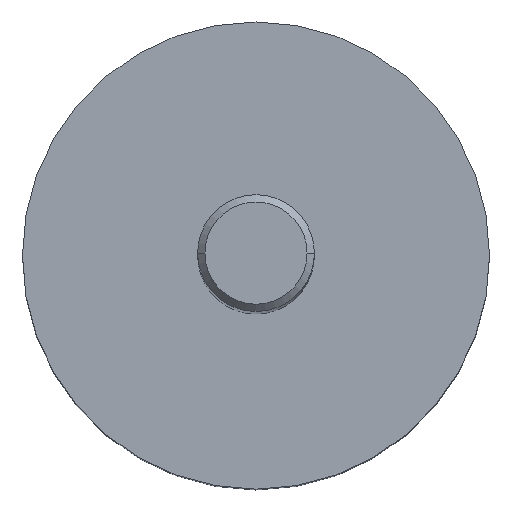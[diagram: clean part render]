
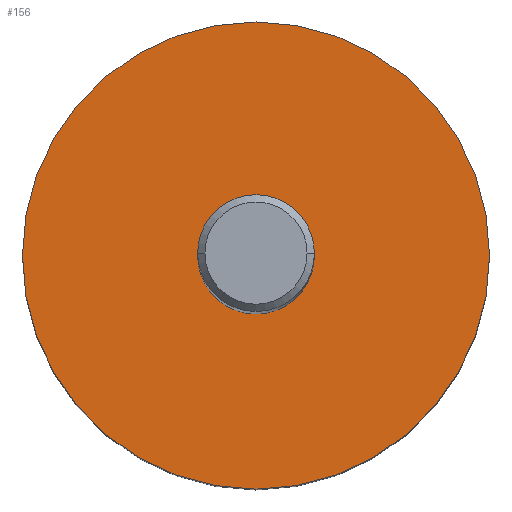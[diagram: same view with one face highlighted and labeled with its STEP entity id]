
A CAD part, top view. The second image highlights one B-rep face of the part: STEP entity #156.
In plain terms, the highlighted planar face has unit normal (0, 0, 1).
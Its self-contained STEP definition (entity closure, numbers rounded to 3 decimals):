
#67 = VERTEX_POINT ( 'NONE', #412 ) ;
#134 = ORIENTED_EDGE ( 'NONE', *, *, #137, .T. ) ;
#135 = EDGE_LOOP ( 'NONE', ( #192, #194 ) ) ;
#137 = EDGE_CURVE ( 'NONE', #191, #138, #517, .T. ) ;
#138 = VERTEX_POINT ( 'NONE', #488 ) ;
#156 = ADVANCED_FACE ( 'NONE', ( #486, #485 ), #494, .T. ) ;
#157 = ORIENTED_EDGE ( 'NONE', *, *, #158, .T. ) ;
#158 = EDGE_CURVE ( 'NONE', #138, #191, #644, .T. ) ;
#182 = EDGE_CURVE ( 'NONE', #67, #183, #597, .T. ) ;
#183 = VERTEX_POINT ( 'NONE', #589 ) ;
#191 = VERTEX_POINT ( 'NONE', #547 ) ;
#192 = ORIENTED_EDGE ( 'NONE', *, *, #193, .F. ) ;
#193 = EDGE_CURVE ( 'NONE', #183, #67, #546, .T. ) ;
#194 = ORIENTED_EDGE ( 'NONE', *, *, #182, .F. ) ;
#232 = EDGE_LOOP ( 'NONE', ( #157, #134 ) ) ;
#412 = CARTESIAN_POINT ( 'NONE',  ( 4., 0., 33. ) ) ;
#469 = CARTESIAN_POINT ( 'NONE',  ( 0., 0., 33. ) ) ;
#485 = FACE_BOUND ( 'NONE', #135, .T. ) ;
#486 = FACE_OUTER_BOUND ( 'NONE', #232, .T. ) ;
#488 = CARTESIAN_POINT ( 'NONE',  ( -16., 0., 33. ) ) ;
#489 = DIRECTION ( 'NONE',  ( 1., 0., 0. ) ) ;
#490 = DIRECTION ( 'NONE',  ( 1., 0., 0. ) ) ;
#491 = DIRECTION ( 'NONE',  ( 0., 0., 1. ) ) ;
#492 = CARTESIAN_POINT ( 'NONE',  ( 0., 0., 33. ) ) ;
#493 = AXIS2_PLACEMENT_3D ( 'NONE', #492, #491, #490 ) ;
#494 = PLANE ( 'NONE',  #493 ) ;
#515 = DIRECTION ( 'NONE',  ( 0., 0., 1. ) ) ;
#516 = AXIS2_PLACEMENT_3D ( 'NONE', #469, #515, #489 ) ;
#517 = CIRCLE ( 'NONE', #516, 16. ) ;
#542 = DIRECTION ( 'NONE',  ( 1., 0., 0. ) ) ;
#543 = DIRECTION ( 'NONE',  ( 0., 0., 1. ) ) ;
#544 = CARTESIAN_POINT ( 'NONE',  ( 0., 0., 33. ) ) ;
#545 = AXIS2_PLACEMENT_3D ( 'NONE', #544, #543, #542 ) ;
#546 = CIRCLE ( 'NONE', #545, 4. ) ;
#547 = CARTESIAN_POINT ( 'NONE',  ( 16., 0., 33. ) ) ;
#589 = CARTESIAN_POINT ( 'NONE',  ( -4., 0., 33. ) ) ;
#590 = DIRECTION ( 'NONE',  ( 1., 0., 0. ) ) ;
#591 = DIRECTION ( 'NONE',  ( 0., 0., 1. ) ) ;
#592 = CARTESIAN_POINT ( 'NONE',  ( 0., 0., 33. ) ) ;
#593 = AXIS2_PLACEMENT_3D ( 'NONE', #592, #591, #590 ) ;
#597 = CIRCLE ( 'NONE', #593, 4. ) ;
#640 = DIRECTION ( 'NONE',  ( 1., 0., 0. ) ) ;
#641 = DIRECTION ( 'NONE',  ( 0., 0., 1. ) ) ;
#642 = CARTESIAN_POINT ( 'NONE',  ( 0., 0., 33. ) ) ;
#643 = AXIS2_PLACEMENT_3D ( 'NONE', #642, #641, #640 ) ;
#644 = CIRCLE ( 'NONE', #643, 16. ) ;
